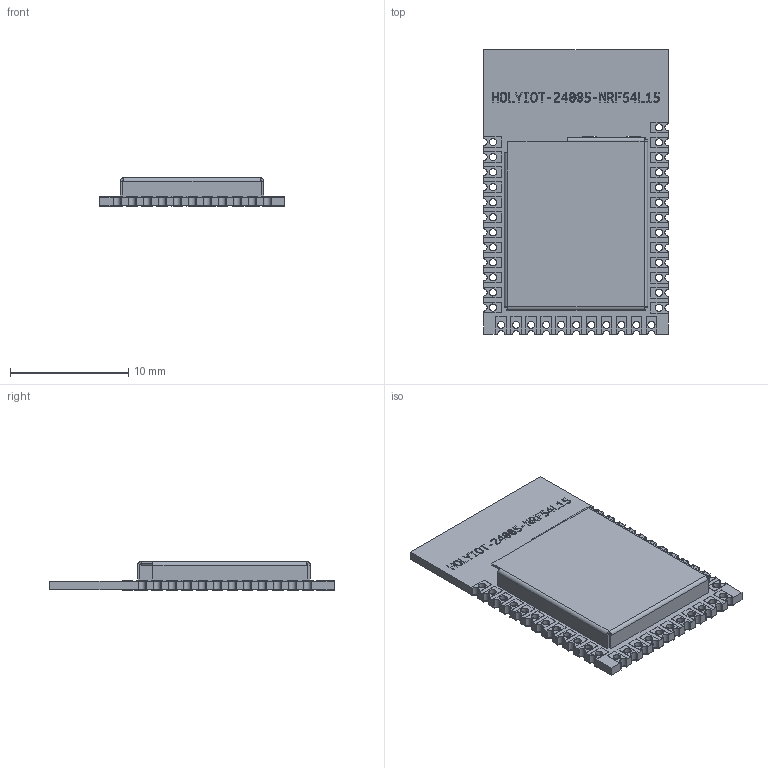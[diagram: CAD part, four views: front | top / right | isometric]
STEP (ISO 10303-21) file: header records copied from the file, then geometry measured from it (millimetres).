
FILE_DESCRIPTION(('FreeCAD Model'),'2;1');
FILE_NAME('Open CASCADE Shape Model','2025-12-03T22:34:54',(''),(''), 'Open CASCADE STEP processor 7.7','FreeCAD','Unknown');
FILE_SCHEMA(('AUTOMOTIVE_DESIGN { 1 0 10303 214 1 1 1 1 }'));
Length unit declared in the file: millimetre
Products named in the file (12): HOLYIOT_24005_nRF54L15; Shield; Board; Pads1-12; Pad1; Pads13-23; Pad13; Pads24-36; Pad24; PartNumberText; ShieldPad1; ShieldPad2
Assembly tree (44 placements, depth 3):
  HOLYIOT_24005_nRF54L15
    Shield
    Board
    Pads1-12
      Pad1  x12
    Pads13-23
      Pad13  x11
    Pads24-36
      Pad24  x13
    PartNumberText
    ShieldPad1
    ShieldPad2
Bounding box: 15.63 x 24.04 x 2.44 mm (x, y, z)
Volume: 319.6 mm3; surface area: 1648.9 mm2
Topology: 64 solids, 64 shells, 1222 faces, 3271 edges, 2174 vertices
Faces by surface type: plane 715, extrusion 271, cylinder 236
Full cylindrical faces by diameter (mm): 0.6 x36, 0.67 x72
Entity records: 23065 total; most frequent: CARTESIAN_POINT 5506, ORIENTED_EDGE 3776, DIRECTION 2776, EDGE_CURVE 1885, VECTOR 1376, VERTEX_POINT 1250, LINE 1105, B_SPLINE_CURVE_WITH_KNOTS 819
